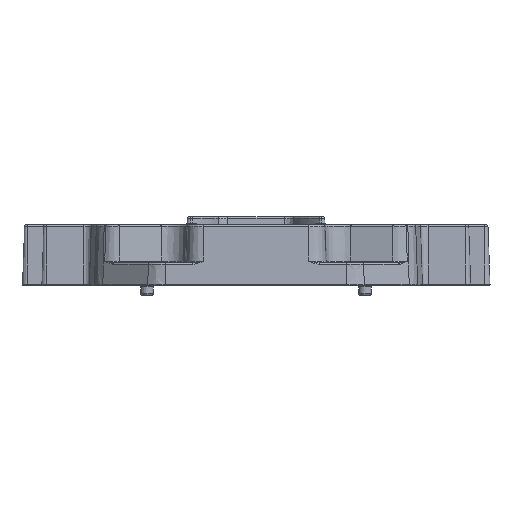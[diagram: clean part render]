
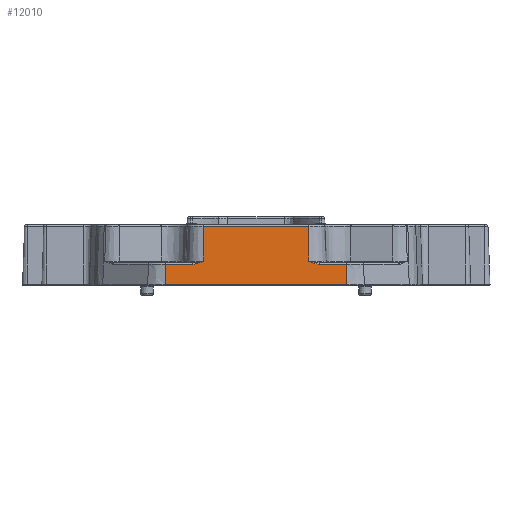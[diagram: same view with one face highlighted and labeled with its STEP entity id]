
A CAD part, front view. The second image highlights one B-rep face of the part: STEP entity #12010.
In plain terms, the highlighted planar face has unit normal (0, -0.999, 0.035).
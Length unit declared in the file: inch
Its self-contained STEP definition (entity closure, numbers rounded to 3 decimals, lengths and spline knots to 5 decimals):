
#65 = DIRECTION ( 'NONE',  ( 0., -0.035, -0.999 ) ) ;
#769 = B_SPLINE_CURVE_WITH_KNOTS ( 'NONE', 3,
 ( #19999, #13726, #26501, #39671, #13506, #26291, #14148, #23353 ),
 .UNSPECIFIED., .F., .F.,
 ( 4, 2, 2, 4 ),
 ( -0.00001, 0.00171, 0.00258, 0.00344 ),
 .UNSPECIFIED. ) ;
#2109 = VERTEX_POINT ( 'NONE', #38048 ) ;
#2502 = CARTESIAN_POINT ( 'NONE',  ( -0.655, -1.75817, 0.7307 ) ) ;
#4380 = VECTOR ( 'NONE', #65, 39.37008 ) ;
#4576 = DIRECTION ( 'NONE',  ( 0., 0.035, 0.999 ) ) ;
#5616 = EDGE_CURVE ( 'NONE', #2109, #16511, #769, .T. ) ;
#6320 = DIRECTION ( 'NONE',  ( 0., -0.999, 0.035 ) ) ;
#6773 = CARTESIAN_POINT ( 'NONE',  ( 0.655, -1.77459, 0.2607 ) ) ;
#6822 = VERTEX_POINT ( 'NONE', #34434 ) ;
#6912 = VECTOR ( 'NONE', #26030, 39.37008 ) ;
#6970 = DIRECTION ( 'NONE',  ( 0., -0.035, -0.999 ) ) ;
#7077 = CARTESIAN_POINT ( 'NONE',  ( -0.655, -1.75817, 0.7307 ) ) ;
#7317 = ORIENTED_EDGE ( 'NONE', *, *, #32351, .T. ) ;
#8502 = LINE ( 'NONE', #23792, #35797 ) ;
#10511 = LINE ( 'NONE', #29169, #25392 ) ;
#10833 = EDGE_CURVE ( 'NONE', #12751, #19586, #20461, .T. ) ;
#11003 = EDGE_LOOP ( 'NONE', ( #30826, #21500, #33346, #27617, #7317, #27830, #31709, #38628, #14614, #32611 ) ) ;
#12010 = ADVANCED_FACE ( 'NONE', ( #25367 ), #38121, .T. ) ;
#12073 = LINE ( 'NONE', #6773, #6912 ) ;
#12199 = CARTESIAN_POINT ( 'NONE',  ( 0.72862, -1.77427, 0.26979 ) ) ;
#12311 = VERTEX_POINT ( 'NONE', #31359 ) ;
#12610 = CARTESIAN_POINT ( 'NONE',  ( 0.67568, -1.77356, 0.29 ) ) ;
#12751 = VERTEX_POINT ( 'NONE', #35242 ) ;
#13506 = CARTESIAN_POINT ( 'NONE',  ( -0.73956, -1.77438, 0.26665 ) ) ;
#13726 = CARTESIAN_POINT ( 'NONE',  ( -0.67565, -1.77356, 0.28998 ) ) ;
#14075 = LINE ( 'NONE', #20130, #27290 ) ;
#14148 = CARTESIAN_POINT ( 'NONE',  ( -0.77286, -1.77459, 0.2607 ) ) ;
#14614 = ORIENTED_EDGE ( 'NONE', *, *, #5616, .T. ) ;
#14627 = EDGE_CURVE ( 'NONE', #12311, #6822, #12073, .T. ) ;
#15948 = CARTESIAN_POINT ( 'NONE',  ( 0.7843, -1.77459, 0.2607 ) ) ;
#16359 = CARTESIAN_POINT ( 'NONE',  ( 0.73956, -1.77438, 0.26665 ) ) ;
#16511 = VERTEX_POINT ( 'NONE', #33052 ) ;
#16558 = CARTESIAN_POINT ( 'NONE',  ( -1.125, -1.7575, 0.75 ) ) ;
#16673 = VECTOR ( 'NONE', #4576, 39.37008 ) ;
#18137 = CARTESIAN_POINT ( 'NONE',  ( -1.125, -1.77459, 0.2607 ) ) ;
#18645 = B_SPLINE_CURVE_WITH_KNOTS ( 'NONE', 3,
 ( #15948, #38331, #22432, #16359, #12199, #28738, #41075, #12610, #35004, #24980 ),
 .UNSPECIFIED., .F., .F.,
 ( 4, 2, 2, 2, 4 ),
 ( 0., 0.00086, 0.00172, 0.00258, 0.00344 ),
 .UNSPECIFIED. ) ;
#19419 = DIRECTION ( 'NONE',  ( -1., 0., 0. ) ) ;
#19586 = VERTEX_POINT ( 'NONE', #20096 ) ;
#19999 = CARTESIAN_POINT ( 'NONE',  ( -0.655, -1.77324, 0.2993 ) ) ;
#20096 = CARTESIAN_POINT ( 'NONE',  ( 0.655, -1.75817, 0.7307 ) ) ;
#20130 = CARTESIAN_POINT ( 'NONE',  ( 0., -1.78333, 0.01035 ) ) ;
#20461 = LINE ( 'NONE', #33653, #16673 ) ;
#21104 = CARTESIAN_POINT ( 'NONE',  ( 1.125, -1.7575, 0.75 ) ) ;
#21500 = ORIENTED_EDGE ( 'NONE', *, *, #27539, .T. ) ;
#22432 = CARTESIAN_POINT ( 'NONE',  ( 0.76166, -1.77454, 0.26212 ) ) ;
#23353 = CARTESIAN_POINT ( 'NONE',  ( -0.7843, -1.77459, 0.2607 ) ) ;
#23415 = DIRECTION ( 'NONE',  ( 0., -0.035, -0.999 ) ) ;
#23792 = CARTESIAN_POINT ( 'NONE',  ( 0., -1.77459, 0.2607 ) ) ;
#23851 = LINE ( 'NONE', #21104, #28543 ) ;
#24083 = EDGE_CURVE ( 'NONE', #16511, #28975, #8502, .T. ) ;
#24962 = EDGE_CURVE ( 'NONE', #12311, #40242, #23851, .T. ) ;
#24980 = CARTESIAN_POINT ( 'NONE',  ( 0.655, -1.77324, 0.2993 ) ) ;
#25021 = VERTEX_POINT ( 'NONE', #2502 ) ;
#25367 = FACE_OUTER_BOUND ( 'NONE', #11003, .T. ) ;
#25392 = VECTOR ( 'NONE', #6970, 39.37008 ) ;
#26030 = DIRECTION ( 'NONE',  ( -1., 0., 0. ) ) ;
#26291 = CARTESIAN_POINT ( 'NONE',  ( -0.76167, -1.77454, 0.26212 ) ) ;
#26501 = CARTESIAN_POINT ( 'NONE',  ( -0.69638, -1.77389, 0.28072 ) ) ;
#27290 = VECTOR ( 'NONE', #38946, 39.37008 ) ;
#27539 = EDGE_CURVE ( 'NONE', #30598, #40242, #14075, .T. ) ;
#27617 = ORIENTED_EDGE ( 'NONE', *, *, #14627, .T. ) ;
#27830 = ORIENTED_EDGE ( 'NONE', *, *, #10833, .T. ) ;
#28543 = VECTOR ( 'NONE', #36614, 39.37008 ) ;
#28724 = VECTOR ( 'NONE', #19419, 39.37008 ) ;
#28738 = CARTESIAN_POINT ( 'NONE',  ( 0.70713, -1.77401, 0.27707 ) ) ;
#28975 = VERTEX_POINT ( 'NONE', #18137 ) ;
#29169 = CARTESIAN_POINT ( 'NONE',  ( -0.655, -1.7575, 0.75 ) ) ;
#30598 = VERTEX_POINT ( 'NONE', #33302 ) ;
#30826 = ORIENTED_EDGE ( 'NONE', *, *, #31541, .T. ) ;
#31068 = CARTESIAN_POINT ( 'NONE',  ( 1.125, -1.78333, 0.01035 ) ) ;
#31359 = CARTESIAN_POINT ( 'NONE',  ( 1.125, -1.77459, 0.2607 ) ) ;
#31541 = EDGE_CURVE ( 'NONE', #28975, #30598, #31859, .T. ) ;
#31709 = ORIENTED_EDGE ( 'NONE', *, *, #35929, .T. ) ;
#31859 = LINE ( 'NONE', #16558, #4380 ) ;
#32351 = EDGE_CURVE ( 'NONE', #6822, #12751, #18645, .T. ) ;
#32611 = ORIENTED_EDGE ( 'NONE', *, *, #24083, .T. ) ;
#33037 = CARTESIAN_POINT ( 'NONE',  ( 0., -1.7575, 0.75 ) ) ;
#33052 = CARTESIAN_POINT ( 'NONE',  ( -0.7843, -1.77459, 0.2607 ) ) ;
#33217 = DIRECTION ( 'NONE',  ( -1., 0., 0. ) ) ;
#33302 = CARTESIAN_POINT ( 'NONE',  ( -1.125, -1.78333, 0.01035 ) ) ;
#33346 = ORIENTED_EDGE ( 'NONE', *, *, #24962, .F. ) ;
#33653 = CARTESIAN_POINT ( 'NONE',  ( 0.655, -1.7575, 0.75 ) ) ;
#34434 = CARTESIAN_POINT ( 'NONE',  ( 0.7843, -1.77459, 0.2607 ) ) ;
#35004 = CARTESIAN_POINT ( 'NONE',  ( 0.66528, -1.7734, 0.29466 ) ) ;
#35242 = CARTESIAN_POINT ( 'NONE',  ( 0.655, -1.77324, 0.2993 ) ) ;
#35321 = LINE ( 'NONE', #7077, #28724 ) ;
#35797 = VECTOR ( 'NONE', #33217, 39.37008 ) ;
#35929 = EDGE_CURVE ( 'NONE', #19586, #25021, #35321, .T. ) ;
#36292 = EDGE_CURVE ( 'NONE', #25021, #2109, #10511, .T. ) ;
#36614 = DIRECTION ( 'NONE',  ( 0., -0.035, -0.999 ) ) ;
#38048 = CARTESIAN_POINT ( 'NONE',  ( -0.655, -1.77324, 0.2993 ) ) ;
#38121 = PLANE ( 'NONE',  #38820 ) ;
#38331 = CARTESIAN_POINT ( 'NONE',  ( 0.77286, -1.77459, 0.2607 ) ) ;
#38628 = ORIENTED_EDGE ( 'NONE', *, *, #36292, .T. ) ;
#38820 = AXIS2_PLACEMENT_3D ( 'NONE', #33037, #6320, #23415 ) ;
#38946 = DIRECTION ( 'NONE',  ( 1., 0., 0. ) ) ;
#39671 = CARTESIAN_POINT ( 'NONE',  ( -0.72862, -1.77427, 0.26979 ) ) ;
#40242 = VERTEX_POINT ( 'NONE', #31068 ) ;
#41075 = CARTESIAN_POINT ( 'NONE',  ( 0.69658, -1.77387, 0.28122 ) ) ;
